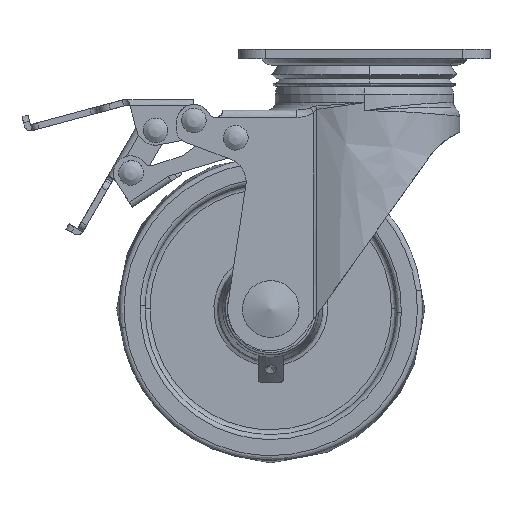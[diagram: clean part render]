
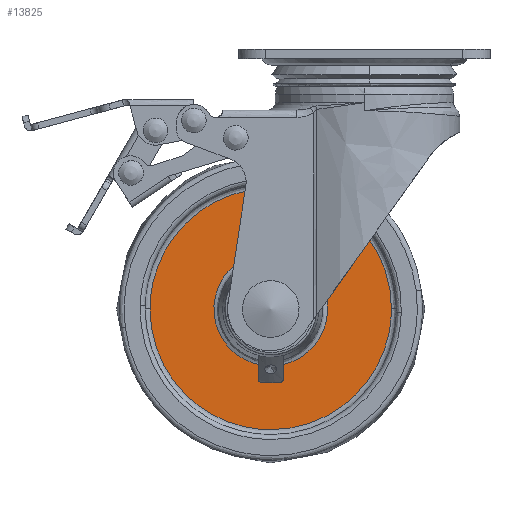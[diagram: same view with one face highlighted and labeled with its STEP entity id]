
A CAD part, front view. The second image highlights one B-rep face of the part: STEP entity #13825.
In plain terms, the highlighted free-form (B-spline) face has degree [1, 1] with [2, 2] control points.
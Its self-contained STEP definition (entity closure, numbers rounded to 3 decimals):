
#13115=CARTESIAN_POINT('',(-33.,-10.,-128.04));
#13116=VERTEX_POINT('',#13115);
#13148=CARTESIAN_POINT('',(-43.,-10.,-128.04));
#13149=VERTEX_POINT('',#13148);
#13150=CARTESIAN_POINT('',(-33.,-10.,-128.04));
#13151=CARTESIAN_POINT('',(-31.541,-10.,-127.716));
#13152=CARTESIAN_POINT('',(-28.604,-10.,-126.758));
#13153=CARTESIAN_POINT('',(-24.99,-10.,-124.712));
#13154=CARTESIAN_POINT('',(-22.333,-10.,-122.534));
#13155=CARTESIAN_POINT('',(-20.202,-10.,-120.311));
#13156=CARTESIAN_POINT('',(-18.585,-10.,-118.108));
#13157=CARTESIAN_POINT('',(-17.088,-10.,-115.417));
#13158=CARTESIAN_POINT('',(-15.889,-10.,-112.48));
#13159=CARTESIAN_POINT('',(-15.133,-10.,-109.215));
#13160=CARTESIAN_POINT('',(-14.841,-10.,-105.794));
#13161=CARTESIAN_POINT('',(-14.988,-10.,-102.977));
#13162=CARTESIAN_POINT('',(-15.563,-10.,-99.773));
#13163=CARTESIAN_POINT('',(-16.556,-10.,-96.664));
#13164=CARTESIAN_POINT('',(-18.127,-10.,-93.606));
#13165=CARTESIAN_POINT('',(-20.148,-10.,-90.723));
#13166=CARTESIAN_POINT('',(-22.945,-10.,-87.781));
#13167=CARTESIAN_POINT('',(-26.728,-10.,-85.164));
#13168=CARTESIAN_POINT('',(-30.63,-10.,-83.516));
#13169=CARTESIAN_POINT('',(-34.566,-10.,-82.553));
#13170=CARTESIAN_POINT('',(-38.091,-10.,-82.311));
#13171=CARTESIAN_POINT('',(-41.685,-10.,-82.641));
#13172=CARTESIAN_POINT('',(-44.521,-10.,-83.283));
#13173=CARTESIAN_POINT('',(-47.989,-10.,-84.564));
#13174=CARTESIAN_POINT('',(-51.135,-10.,-86.364));
#13175=CARTESIAN_POINT('',(-54.243,-10.,-88.964));
#13176=CARTESIAN_POINT('',(-56.512,-10.,-91.55));
#13177=CARTESIAN_POINT('',(-58.448,-10.,-94.598));
#13178=CARTESIAN_POINT('',(-59.771,-10.,-97.58));
#13179=CARTESIAN_POINT('',(-60.798,-10.,-101.224));
#13180=CARTESIAN_POINT('',(-61.231,-10.,-105.176));
#13181=CARTESIAN_POINT('',(-60.864,-10.,-109.485));
#13182=CARTESIAN_POINT('',(-59.859,-10.,-113.233));
#13183=CARTESIAN_POINT('',(-58.488,-10.,-116.288));
#13184=CARTESIAN_POINT('',(-56.684,-10.,-119.209));
#13185=CARTESIAN_POINT('',(-54.463,-10.,-121.838));
#13186=CARTESIAN_POINT('',(-51.573,-10.,-124.289));
#13187=CARTESIAN_POINT('',(-47.889,-10.,-126.546));
#13188=CARTESIAN_POINT('',(-44.888,-10.,-127.621));
#13189=CARTESIAN_POINT('',(-43.,-10.,-128.04));
#13190=B_SPLINE_CURVE_WITH_KNOTS('',3,(#13150,#13151,#13152,#13153,#13154,#13155,#13156,#13157,#13158,#13159,#13160,#13161,#13162,#13163,#13164,#13165,#13166,#13167,#13168,#13169,#13170,#13171,#13172,#13173,#13174,#13175,#13176,#13177,#13178,#13179,#13180,#13181,#13182,#13183,#13184,#13185,#13186,#13187,#13188,#13189),.UNSPECIFIED.,.F.,.U.,(4,1,1,1,1,1,1,1,1,1,1,1,1,1,1,1,1,1,1,1,1,1,1,1,1,1,1,1,1,1,1,1,1,1,1,1,1,4),(0.,4.482,9.227,12.391,14.764,18.455,20.564,23.991,27.946,30.583,34.273,36.382,40.337,44.028,46.665,50.883,56.156,60.374,63.538,68.283,70.92,74.347,76.983,81.993,85.156,89.111,92.275,95.966,98.866,103.611,107.829,111.784,115.211,117.848,122.066,125.493,129.185,134.985),.UNSPECIFIED.);
#13191=EDGE_CURVE('',#13116,#13149,#13190,.T.);
#13294=CARTESIAN_POINT('',(-43.,-10.,-134.223));
#13295=VERTEX_POINT('',#13294);
#13296=CARTESIAN_POINT('',(-43.,-10.,-134.223));
#13297=CARTESIAN_POINT('',(-43.,-10.,-128.04));
#13298=QUASI_UNIFORM_CURVE('',1,(#13296,#13297),.UNSPECIFIED.,.F.,.U.);
#13299=EDGE_CURVE('',#13295,#13149,#13298,.T.);
#13327=CARTESIAN_POINT('',(-33.,-10.,-134.223));
#13328=VERTEX_POINT('',#13327);
#13334=CARTESIAN_POINT('',(-33.,-10.,-128.04));
#13335=CARTESIAN_POINT('',(-33.,-10.,-134.223));
#13336=QUASI_UNIFORM_CURVE('',1,(#13334,#13335),.UNSPECIFIED.,.F.,.U.);
#13337=EDGE_CURVE('',#13116,#13328,#13336,.T.);
#13391=CARTESIAN_POINT('',(-33.862,-10.,-135.213));
#13392=VERTEX_POINT('',#13391);
#13398=CARTESIAN_POINT('',(-33.,-10.,-134.223));
#13399=CARTESIAN_POINT('',(-33.,-10.,-135.093));
#13400=CARTESIAN_POINT('',(-33.862,-10.,-135.213));
#13408=(BOUNDED_CURVE()B_SPLINE_CURVE(2,(#13398,#13399,#13400),.UNSPECIFIED.,.F.,.U.)CURVE()GEOMETRIC_REPRESENTATION_ITEM()QUASI_UNIFORM_CURVE()RATIONAL_B_SPLINE_CURVE((1.0,0.754,1.0))REPRESENTATION_ITEM(''));
#13409=EDGE_CURVE('',#13328,#13392,#13408,.T.);
#13444=CARTESIAN_POINT('',(-42.138,-10.,-135.213));
#13445=VERTEX_POINT('',#13444);
#13451=CARTESIAN_POINT('',(-33.862,-10.,-135.213));
#13452=CARTESIAN_POINT('',(-38.,-10.,-135.789));
#13453=CARTESIAN_POINT('',(-42.138,-10.,-135.213));
#13461=(BOUNDED_CURVE()B_SPLINE_CURVE(2,(#13451,#13452,#13453),.UNSPECIFIED.,.F.,.U.)CURVE()GEOMETRIC_REPRESENTATION_ITEM()QUASI_UNIFORM_CURVE()RATIONAL_B_SPLINE_CURVE((1.0,0.99,1.0))REPRESENTATION_ITEM(''));
#13462=EDGE_CURVE('',#13392,#13445,#13461,.T.);
#13504=CARTESIAN_POINT('',(-42.138,-10.,-135.213));
#13505=CARTESIAN_POINT('',(-43.,-10.,-135.093));
#13506=CARTESIAN_POINT('',(-43.,-10.,-134.223));
#13514=(BOUNDED_CURVE()B_SPLINE_CURVE(2,(#13504,#13505,#13506),.UNSPECIFIED.,.F.,.U.)CURVE()GEOMETRIC_REPRESENTATION_ITEM()QUASI_UNIFORM_CURVE()RATIONAL_B_SPLINE_CURVE((1.0,0.754,1.0))REPRESENTATION_ITEM(''));
#13515=EDGE_CURVE('',#13445,#13295,#13514,.T.);
#13750=CARTESIAN_POINT('',(-91.895,-10.,-51.605));
#13751=CARTESIAN_POINT('',(-91.895,-10.,-159.395));
#13752=CARTESIAN_POINT('',(15.895,-10.,-51.605));
#13753=CARTESIAN_POINT('',(15.895,-10.,-159.395));
#13754=B_SPLINE_SURFACE_WITH_KNOTS('',1,1,((#13750,#13752),(#13751,#13753)),.UNSPECIFIED.,.F.,.F.,.U.,(2,2),(2,2),(0.0,107.79),(0.0,107.79),.UNSPECIFIED.);
#13755=CARTESIAN_POINT('',(-38.,-10.,-154.5));
#13756=VERTEX_POINT('',#13755);
#13757=CARTESIAN_POINT('',(11.,-10.,-105.5));
#13758=VERTEX_POINT('',#13757);
#13759=CARTESIAN_POINT('',(-38.,-10.,-154.5));
#13760=CARTESIAN_POINT('',(11.,-10.,-154.5));
#13761=CARTESIAN_POINT('',(11.,-10.,-105.5));
#13769=(BOUNDED_CURVE()B_SPLINE_CURVE(2,(#13759,#13760,#13761),.UNSPECIFIED.,.F.,.U.)B_SPLINE_CURVE_WITH_KNOTS((3,3),(0.0,0.25),.UNSPECIFIED.)CURVE()GEOMETRIC_REPRESENTATION_ITEM()RATIONAL_B_SPLINE_CURVE((1.0,0.707,1.0))REPRESENTATION_ITEM(''));
#13770=EDGE_CURVE('',#13756,#13758,#13769,.T.);
#13771=ORIENTED_EDGE('',*,*,#13770,.T.);
#13772=CARTESIAN_POINT('',(-38.,-10.,-56.5));
#13773=VERTEX_POINT('',#13772);
#13774=CARTESIAN_POINT('',(11.,-10.,-105.5));
#13775=CARTESIAN_POINT('',(11.,-10.,-56.5));
#13776=CARTESIAN_POINT('',(-38.,-10.,-56.5));
#13784=(BOUNDED_CURVE()B_SPLINE_CURVE(2,(#13774,#13775,#13776),.UNSPECIFIED.,.F.,.U.)B_SPLINE_CURVE_WITH_KNOTS((3,3),(0.25,0.5),.UNSPECIFIED.)CURVE()GEOMETRIC_REPRESENTATION_ITEM()RATIONAL_B_SPLINE_CURVE((1.0,0.707,1.0))REPRESENTATION_ITEM(''));
#13785=EDGE_CURVE('',#13758,#13773,#13784,.T.);
#13786=ORIENTED_EDGE('',*,*,#13785,.T.);
#13787=CARTESIAN_POINT('',(-87.,-10.,-105.5));
#13788=VERTEX_POINT('',#13787);
#13789=CARTESIAN_POINT('',(-38.,-10.,-56.5));
#13790=CARTESIAN_POINT('',(-87.,-10.,-56.5));
#13791=CARTESIAN_POINT('',(-87.,-10.,-105.5));
#13799=(BOUNDED_CURVE()B_SPLINE_CURVE(2,(#13789,#13790,#13791),.UNSPECIFIED.,.F.,.U.)B_SPLINE_CURVE_WITH_KNOTS((3,3),(0.5,0.75),.UNSPECIFIED.)CURVE()GEOMETRIC_REPRESENTATION_ITEM()RATIONAL_B_SPLINE_CURVE((1.0,0.707,1.0))REPRESENTATION_ITEM(''));
#13800=EDGE_CURVE('',#13773,#13788,#13799,.T.);
#13801=ORIENTED_EDGE('',*,*,#13800,.T.);
#13802=CARTESIAN_POINT('',(-87.,-10.,-105.5));
#13803=CARTESIAN_POINT('',(-87.,-10.,-154.5));
#13804=CARTESIAN_POINT('',(-38.,-10.,-154.5));
#13812=(BOUNDED_CURVE()B_SPLINE_CURVE(2,(#13802,#13803,#13804),.UNSPECIFIED.,.F.,.U.)B_SPLINE_CURVE_WITH_KNOTS((3,3),(0.75,1.0),.UNSPECIFIED.)CURVE()GEOMETRIC_REPRESENTATION_ITEM()RATIONAL_B_SPLINE_CURVE((1.0,0.707,1.0))REPRESENTATION_ITEM(''));
#13813=EDGE_CURVE('',#13788,#13756,#13812,.T.);
#13814=ORIENTED_EDGE('',*,*,#13813,.T.);
#13815=EDGE_LOOP('',(#13771,#13786,#13801,#13814));
#13816=FACE_OUTER_BOUND('',#13815,.T.);
#13817=ORIENTED_EDGE('',*,*,#13515,.T.);
#13818=ORIENTED_EDGE('',*,*,#13299,.T.);
#13819=ORIENTED_EDGE('',*,*,#13191,.F.);
#13820=ORIENTED_EDGE('',*,*,#13337,.T.);
#13821=ORIENTED_EDGE('',*,*,#13409,.T.);
#13822=ORIENTED_EDGE('',*,*,#13462,.T.);
#13823=EDGE_LOOP('',(#13817,#13818,#13819,#13820,#13821,#13822));
#13824=FACE_BOUND('',#13823,.T.);
#13825=ADVANCED_FACE('',(#13816,#13824),#13754,.T.);
